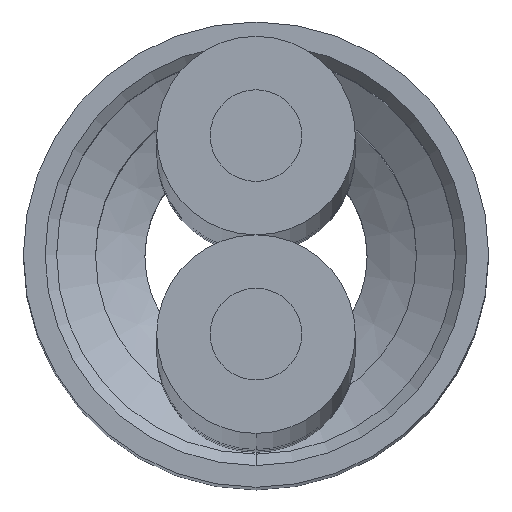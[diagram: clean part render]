
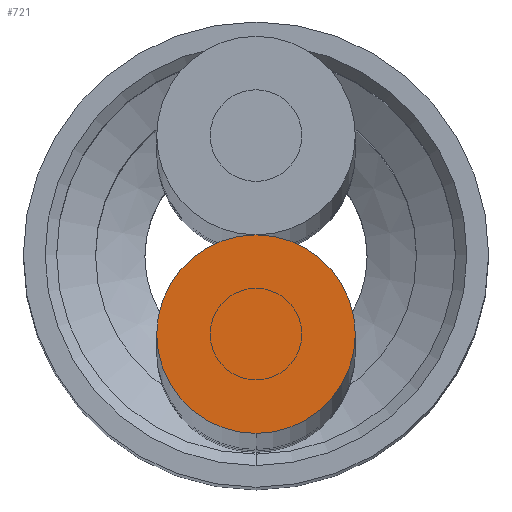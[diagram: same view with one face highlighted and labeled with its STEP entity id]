
A CAD part, top view. The second image highlights one B-rep face of the part: STEP entity #721.
In plain terms, the highlighted face is planar.
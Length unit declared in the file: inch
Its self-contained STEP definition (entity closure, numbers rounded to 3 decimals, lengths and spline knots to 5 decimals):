
#514=CARTESIAN_POINT('',(-120.,0.,0.));
#515=DIRECTION('',(-1.,0.,0.));
#516=DIRECTION('',(0.,-1.,0.));
#517=AXIS2_PLACEMENT_3D('',#514,#515,#516);
#519=CARTESIAN_POINT('',(-120.,0.,0.));
#520=DIRECTION('',(-1.,0.,0.));
#521=DIRECTION('',(0.,1.,0.));
#522=AXIS2_PLACEMENT_3D('',#519,#520,#521);
#536=CARTESIAN_POINT('',(-120.,-1.1,0.));
#537=CARTESIAN_POINT('',(-120.,1.1,0.));
#538=VERTEX_POINT('',#536);
#539=VERTEX_POINT('',#537);
#712=CARTESIAN_POINT('',(-120.,0.,0.));
#713=DIRECTION('',(-1.,0.,0.));
#714=DIRECTION('',(0.,-1.,0.));
#715=AXIS2_PLACEMENT_3D('',#712,#713,#714);
#716=PLANE('',#715);
#717=ORIENTED_EDGE('',*,*,#692,.F.);
#718=ORIENTED_EDGE('',*,*,#706,.F.);
#719=EDGE_LOOP('',(#717,#718));
#720=FACE_OUTER_BOUND('',#719,.F.);
#721=ADVANCED_FACE('',(#720),#716,.T.);
#518=CIRCLE('',#517,1.1);
#523=CIRCLE('',#522,1.1);
#692=EDGE_CURVE('',#538,#539,#518,.T.);
#706=EDGE_CURVE('',#539,#538,#523,.T.);
